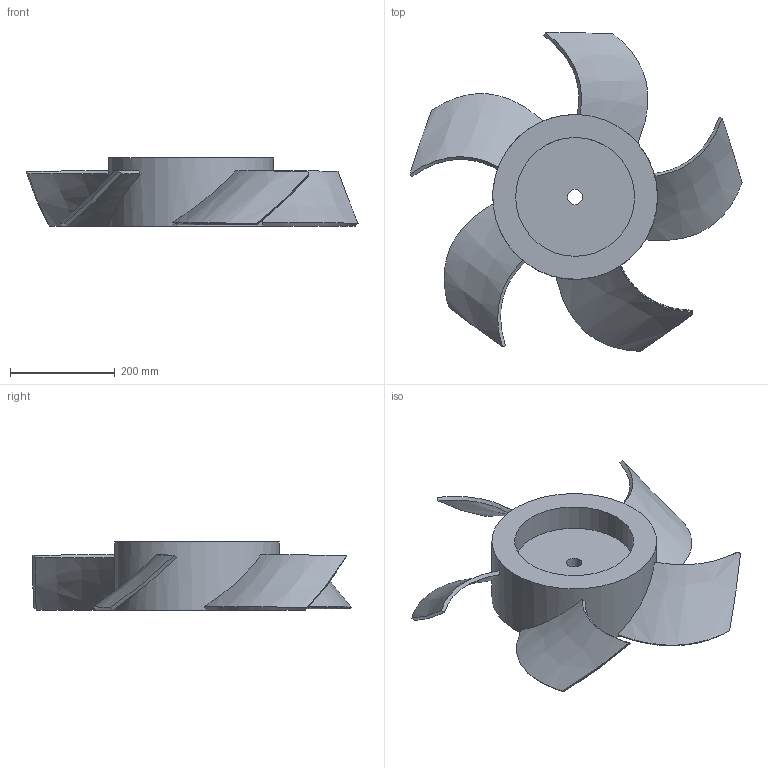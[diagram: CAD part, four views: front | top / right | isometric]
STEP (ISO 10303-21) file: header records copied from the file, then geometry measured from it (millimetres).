
FILE_DESCRIPTION(/* description */ (''),/* implementation_level */ '2;1');
FILE_NAME(/* name */ 'model2.stp',/* time_stamp */ '2021-01-19T16:10:19+03:00',/* author */ (''),/* organization */ (''),/* preprocessor_version */ 'ST-DEVELOPER v16.7',/* originating_system */ 'SIEMENS PLM Software NX 1859',/* authorisation */ '');
FILE_SCHEMA (('AUTOMOTIVE_DESIGN { 1 0 10303 214 3 1 1 1 }'));
Length unit declared in the file: millimetre
Products named in the file (1): model2
Bounding box: 634.45 x 608.5 x 130 mm (x, y, z)
Volume: 9152683.6 mm3; surface area: 634860.3 mm2
Topology: 1 solids, 1 shells, 43 faces, 102 edges, 61 vertices
Faces by surface type: bspline 35, cylinder 3, plane 3, sphere 2
Full cylindrical faces by diameter (mm): 29.1 x1, 227.21 x1
Entity records: 2170 total; most frequent: CARTESIAN_POINT 1450, ORIENTED_EDGE 190, EDGE_CURVE 95, B_SPLINE_CURVE_WITH_KNOTS 80, VERTEX_POINT 59, EDGE_LOOP 50, DIRECTION 48, ADVANCED_FACE 43
